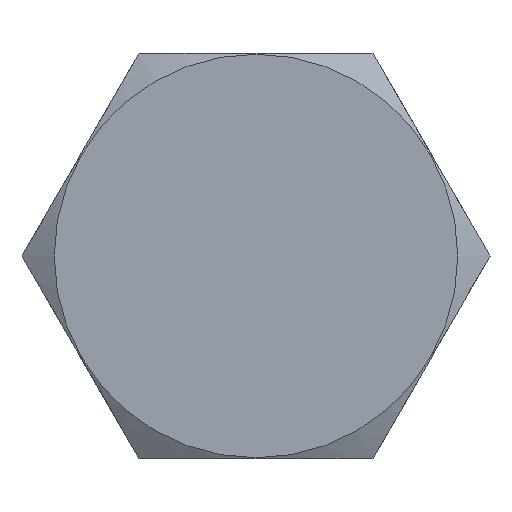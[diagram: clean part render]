
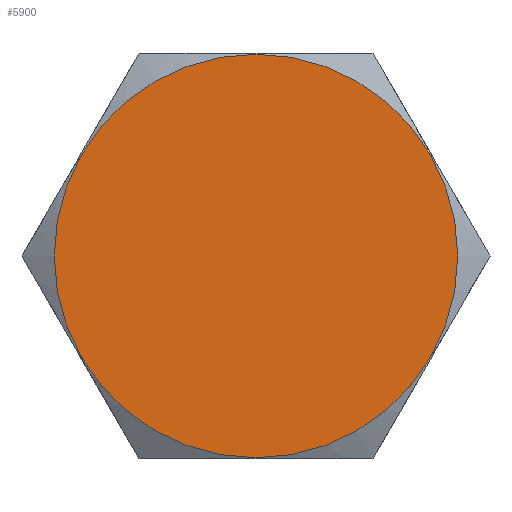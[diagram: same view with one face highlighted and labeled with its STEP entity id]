
A CAD part, left-side view. The second image highlights one B-rep face of the part: STEP entity #5900.
In plain terms, the highlighted planar face has unit normal (-1, 0, 0).
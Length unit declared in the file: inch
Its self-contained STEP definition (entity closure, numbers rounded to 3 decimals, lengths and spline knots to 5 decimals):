
#18 = DIRECTION ( 'NONE',  ( 0., 0., -1. ) ) ;
#222 = AXIS2_PLACEMENT_3D ( 'NONE', #1197, #4055, #4766 ) ;
#1173 = EDGE_CURVE ( 'NONE', #9249, #8242, #2520, .T. ) ;
#1197 = CARTESIAN_POINT ( 'NONE',  ( -0.435, 0., 0. ) ) ;
#1243 = DIRECTION ( 'NONE',  ( 1., 0., 0. ) ) ;
#1441 = AXIS2_PLACEMENT_3D ( 'NONE', #2882, #7405, #18 ) ;
#1566 = ORIENTED_EDGE ( 'NONE', *, *, #5088, .F. ) ;
#2174 = CARTESIAN_POINT ( 'NONE',  ( -0.435, 0., -0.56 ) ) ;
#2478 = EDGE_LOOP ( 'NONE', ( #5566, #1566 ) ) ;
#2520 = CIRCLE ( 'NONE', #222, 0.56 ) ;
#2882 = CARTESIAN_POINT ( 'NONE',  ( -0.435, 0., 0. ) ) ;
#3431 = DIRECTION ( 'NONE',  ( 0., 0., -1. ) ) ;
#4055 = DIRECTION ( 'NONE',  ( 1., 0., 0. ) ) ;
#4150 = CIRCLE ( 'NONE', #1441, 0.56 ) ;
#4766 = DIRECTION ( 'NONE',  ( 0., 0., -1. ) ) ;
#4811 = PLANE ( 'NONE',  #5299 ) ;
#5088 = EDGE_CURVE ( 'NONE', #8242, #9249, #4150, .T. ) ;
#5299 = AXIS2_PLACEMENT_3D ( 'NONE', #5616, #1243, #3431 ) ;
#5566 = ORIENTED_EDGE ( 'NONE', *, *, #1173, .F. ) ;
#5616 = CARTESIAN_POINT ( 'NONE',  ( -0.435, 0.64952, 0. ) ) ;
#5900 = ADVANCED_FACE ( 'NONE', ( #9014 ), #4811, .F. ) ;
#6900 = CARTESIAN_POINT ( 'NONE',  ( -0.435, 0., 0.56 ) ) ;
#7405 = DIRECTION ( 'NONE',  ( 1., 0., 0. ) ) ;
#8242 = VERTEX_POINT ( 'NONE', #6900 ) ;
#9014 = FACE_OUTER_BOUND ( 'NONE', #2478, .T. ) ;
#9249 = VERTEX_POINT ( 'NONE', #2174 ) ;
